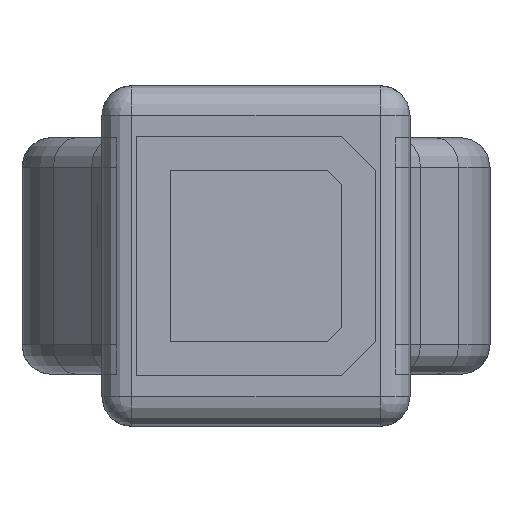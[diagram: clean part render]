
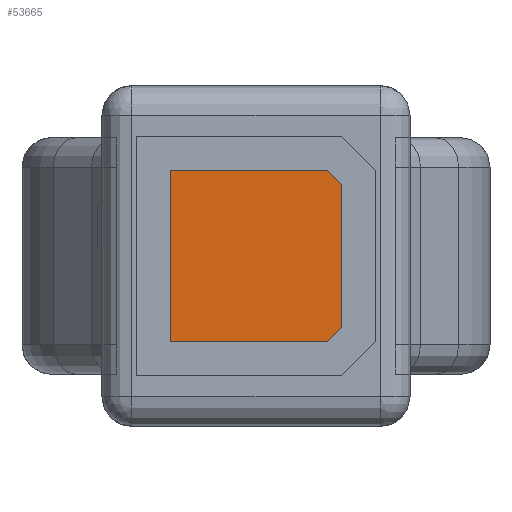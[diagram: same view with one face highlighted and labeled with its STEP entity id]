
A CAD part, front view. The second image highlights one B-rep face of the part: STEP entity #53665.
In plain terms, the highlighted planar face has unit normal (0, -1, 0).
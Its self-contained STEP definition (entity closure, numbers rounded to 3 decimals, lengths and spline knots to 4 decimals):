
#50014=DIRECTION('',(-1.,0.,0.));
#50015=VECTOR('',#50014,5.3237);
#50016=CARTESIAN_POINT('',(10.3237,-43.5,-6.9));
#50017=LINE('',#50016,#50015);
#50018=DIRECTION('',(0.,0.,1.));
#50019=VECTOR('',#50018,5.8);
#50020=CARTESIAN_POINT('',(5.,-43.5,-6.9));
#50021=LINE('',#50020,#50019);
#50022=DIRECTION('',(1.,0.,0.));
#50023=VECTOR('',#50022,5.3237);
#50024=CARTESIAN_POINT('',(5.,-43.5,-1.1));
#50025=LINE('',#50024,#50023);
#50026=DIRECTION('',(0.707,0.,-0.707));
#50027=VECTOR('',#50026,0.6737);
#50028=CARTESIAN_POINT('',(10.3237,-43.5,-1.1));
#50029=LINE('',#50028,#50027);
#50030=DIRECTION('',(0.,0.,-1.));
#50031=VECTOR('',#50030,4.8473);
#50032=CARTESIAN_POINT('',(10.8,-43.5,-1.5763));
#50033=LINE('',#50032,#50031);
#50034=DIRECTION('',(-0.707,0.,-0.707));
#50035=VECTOR('',#50034,0.6737);
#50036=CARTESIAN_POINT('',(10.8,-43.5,-6.4237));
#50037=LINE('',#50036,#50035);
#50989=CARTESIAN_POINT('',(5.,-43.5,-6.9));
#50990=CARTESIAN_POINT('',(5.,-43.5,-1.1));
#50991=VERTEX_POINT('',#50989);
#50992=VERTEX_POINT('',#50990);
#50993=CARTESIAN_POINT('',(10.3237,-43.5,-6.9));
#50994=VERTEX_POINT('',#50993);
#50995=CARTESIAN_POINT('',(10.3237,-43.5,-1.1));
#50996=VERTEX_POINT('',#50995);
#50997=CARTESIAN_POINT('',(10.8,-43.5,-1.5763));
#50998=VERTEX_POINT('',#50997);
#50999=CARTESIAN_POINT('',(10.8,-43.5,-6.4237));
#51000=VERTEX_POINT('',#50999);
#53647=CARTESIAN_POINT('',(7.9,-43.5,-4.));
#53648=DIRECTION('',(0.,1.,0.));
#53649=DIRECTION('',(0.,0.,-1.));
#53650=AXIS2_PLACEMENT_3D('',#53647,#53648,#53649);
#53651=PLANE('',#53650);
#53653=ORIENTED_EDGE('',*,*,#53652,.T.);
#53654=ORIENTED_EDGE('',*,*,#53637,.T.);
#53656=ORIENTED_EDGE('',*,*,#53655,.T.);
#53658=ORIENTED_EDGE('',*,*,#53657,.T.);
#53660=ORIENTED_EDGE('',*,*,#53659,.T.);
#53662=ORIENTED_EDGE('',*,*,#53661,.T.);
#53663=EDGE_LOOP('',(#53653,#53654,#53656,#53658,#53660,#53662));
#53664=FACE_OUTER_BOUND('',#53663,.F.);
#53637=EDGE_CURVE('',#50991,#50992,#50021,.T.);
#53652=EDGE_CURVE('',#50994,#50991,#50017,.T.);
#53655=EDGE_CURVE('',#50992,#50996,#50025,.T.);
#53657=EDGE_CURVE('',#50996,#50998,#50029,.T.);
#53659=EDGE_CURVE('',#50998,#51000,#50033,.T.);
#53661=EDGE_CURVE('',#51000,#50994,#50037,.T.);
#53665=ADVANCED_FACE('',(#53664),#53651,.F.);
